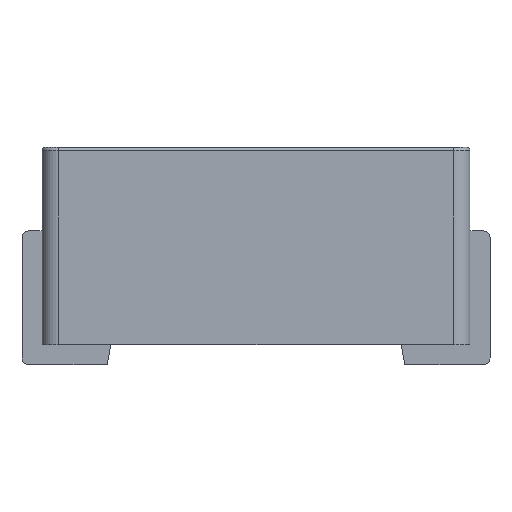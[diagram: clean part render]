
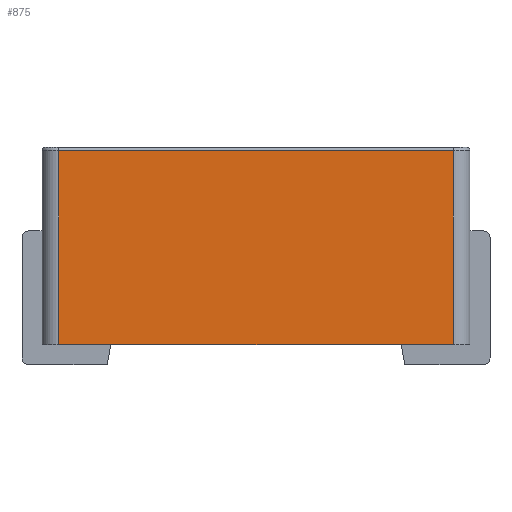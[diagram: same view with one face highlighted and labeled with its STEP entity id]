
A CAD part, front view. The second image highlights one B-rep face of the part: STEP entity #875.
In plain terms, the highlighted planar face has unit normal (0, -1, 0).
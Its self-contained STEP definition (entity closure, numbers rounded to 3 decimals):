
#93=FACE_OUTER_BOUND('',#143,.T.);
#143=EDGE_LOOP('',(#634,#635,#636,#637));
#192=LINE('',#1521,#288);
#204=LINE('',#1550,#300);
#205=LINE('',#1552,#301);
#206=LINE('',#1553,#302);
#288=VECTOR('',#1046,1000.);
#300=VECTOR('',#1072,1000.);
#301=VECTOR('',#1073,1000.);
#302=VECTOR('',#1074,1000.);
#391=VERTEX_POINT('',#1515);
#392=VERTEX_POINT('',#1519);
#402=VERTEX_POINT('',#1549);
#403=VERTEX_POINT('',#1551);
#478=EDGE_CURVE('',#392,#391,#192,.T.);
#492=EDGE_CURVE('',#402,#391,#204,.T.);
#493=EDGE_CURVE('',#392,#403,#205,.T.);
#494=EDGE_CURVE('',#403,#402,#206,.T.);
#634=ORIENTED_EDGE('',*,*,#492,.T.);
#635=ORIENTED_EDGE('',*,*,#478,.F.);
#636=ORIENTED_EDGE('',*,*,#493,.T.);
#637=ORIENTED_EDGE('',*,*,#494,.T.);
#833=PLANE('',#953);
#875=ADVANCED_FACE('',(#93),#833,.T.);
#953=AXIS2_PLACEMENT_3D('',#1548,#1070,#1071);
#1046=DIRECTION('',(1.,0.,0.));
#1070=DIRECTION('center_axis',(0.,-1.,0.));
#1071=DIRECTION('ref_axis',(0.,0.,-1.));
#1072=DIRECTION('',(0.,0.,1.));
#1073=DIRECTION('',(0.,0.,-1.));
#1074=DIRECTION('',(1.,0.,0.));
#1515=CARTESIAN_POINT('',(5.9,-6.4,6.4));
#1519=CARTESIAN_POINT('',(-5.9,-6.4,6.4));
#1521=CARTESIAN_POINT('',(-5.9,-6.4,6.4));
#1548=CARTESIAN_POINT('Origin',(-5.9,-6.4,6.5));
#1549=CARTESIAN_POINT('',(5.9,-6.4,0.6));
#1550=CARTESIAN_POINT('',(5.9,-6.4,6.5));
#1551=CARTESIAN_POINT('',(-5.9,-6.4,0.6));
#1552=CARTESIAN_POINT('',(-5.9,-6.4,6.5));
#1553=CARTESIAN_POINT('',(-5.9,-6.4,0.6));
